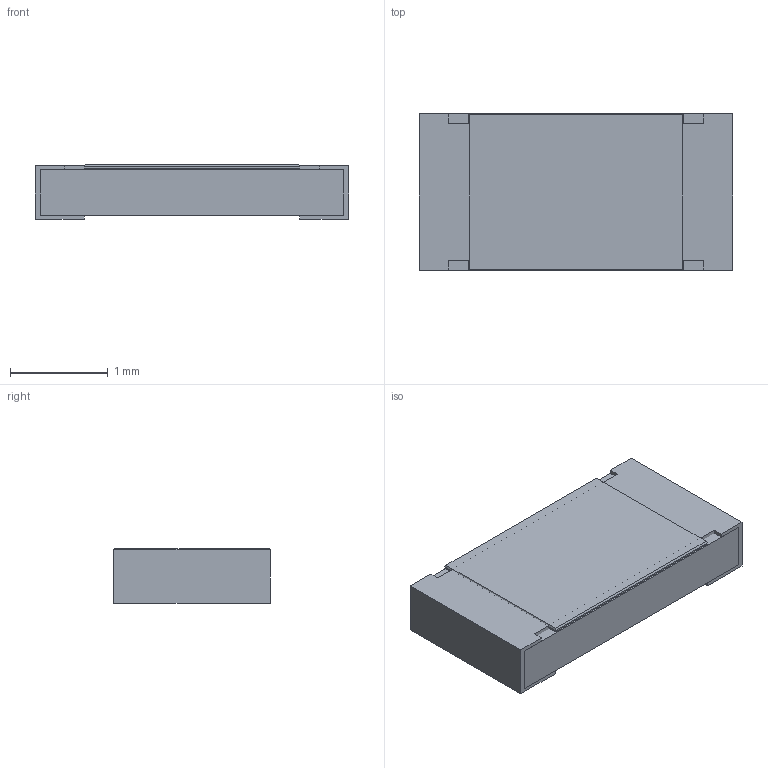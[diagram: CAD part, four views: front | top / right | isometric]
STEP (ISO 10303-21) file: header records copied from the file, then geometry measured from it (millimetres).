
FILE_DESCRIPTION(('Open CASCADE Model'),'2;1');
FILE_NAME('Open CASCADE Shape Model','2025-10-28T19:01:32',('Author'),( 'Open CASCADE'),'Open CASCADE STEP processor 7.9','Open CASCADE 7.9' ,'Unknown');
FILE_SCHEMA(('AUTOMOTIVE_DESIGN { 1 0 10303 214 1 1 1 1 }'));
Length unit declared in the file: millimetre
Products named in the file (1): COMPOUND
Bounding box: 3.2 x 1.6 x 0.56 mm (x, y, z)
Surface area: 36.6 mm2
Topology: 3 solids, 3 shells, 270 faces, 731 edges, 486 vertices
Faces by surface type: bspline 270
Entity records: 10306 total; most frequent: CARTESIAN_POINT 3841, ORIENTED_EDGE 1462, EDGE_CURVE 731, B_SPLINE_CURVE_WITH_KNOTS 731, VERTEX_POINT 486, FACE_BOUND 289, EDGE_LOOP 289, PRESENTATION_STYLE_ASSIGNMENT 273
